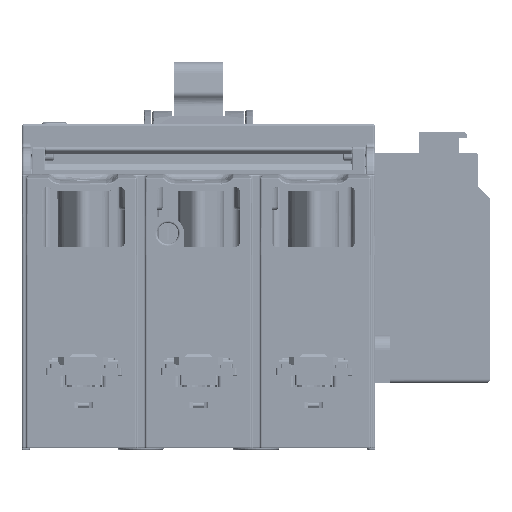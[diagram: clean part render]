
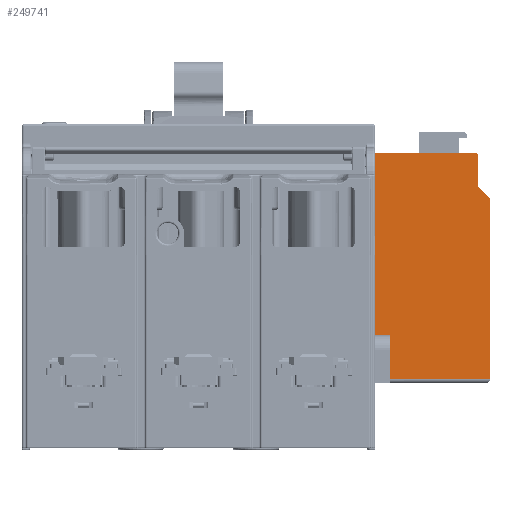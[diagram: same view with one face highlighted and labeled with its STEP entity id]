
A CAD part, front view. The second image highlights one B-rep face of the part: STEP entity #249741.
In plain terms, the highlighted planar face has unit normal (0, -1, 0).
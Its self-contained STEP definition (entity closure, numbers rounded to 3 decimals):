
#3413 = AXIS2_PLACEMENT_3D ( 'NONE', #172818, #198189, #174490 ) ;
#3618 = EDGE_LOOP ( 'NONE', ( #312717, #61232, #111516, #116832, #25251, #188856, #45001, #232473, #255461, #29052 ) ) ;
#13190 = VERTEX_POINT ( 'NONE', #130095 ) ;
#13333 = LINE ( 'NONE', #16689, #158667 ) ;
#16689 = CARTESIAN_POINT ( 'NONE',  ( 122., 45., 17.5 ) ) ;
#17296 = DIRECTION ( 'NONE',  ( 0., 1., 0. ) ) ;
#17386 = VERTEX_POINT ( 'NONE', #160396 ) ;
#21697 = LINE ( 'NONE', #70815, #312892 ) ;
#25251 = ORIENTED_EDGE ( 'NONE', *, *, #80564, .T. ) ;
#29052 = ORIENTED_EDGE ( 'NONE', *, *, #99329, .T. ) ;
#35883 = VERTEX_POINT ( 'NONE', #156171 ) ;
#45001 = ORIENTED_EDGE ( 'NONE', *, *, #227859, .T. ) ;
#45846 = EDGE_CURVE ( 'NONE', #66112, #201272, #13333, .T. ) ;
#46005 = EDGE_CURVE ( 'NONE', #321840, #201272, #99580, .T. ) ;
#61137 = CARTESIAN_POINT ( 'NONE',  ( 96., 45., 17.5 ) ) ;
#61232 = ORIENTED_EDGE ( 'NONE', *, *, #282090, .T. ) ;
#64151 = DIRECTION ( 'NONE',  ( 1., 0., 0. ) ) ;
#66112 = VERTEX_POINT ( 'NONE', #61137 ) ;
#70815 = CARTESIAN_POINT ( 'NONE',  ( 96., 45., 29. ) ) ;
#79723 = LINE ( 'NONE', #310010, #332415 ) ;
#80564 = EDGE_CURVE ( 'NONE', #17386, #13190, #252937, .T. ) ;
#81470 = VERTEX_POINT ( 'NONE', #321247 ) ;
#84163 = CARTESIAN_POINT ( 'NONE',  ( 116., 45., 70.5 ) ) ;
#99329 = EDGE_CURVE ( 'NONE', #321840, #81470, #243240, .T. ) ;
#99580 = LINE ( 'NONE', #280755, #131816 ) ;
#100186 = FACE_OUTER_BOUND ( 'NONE', #3618, .T. ) ;
#106510 = CARTESIAN_POINT ( 'NONE',  ( 96., 45., 16.5 ) ) ;
#108974 = VERTEX_POINT ( 'NONE', #254011 ) ;
#110424 = VECTOR ( 'NONE', #311411, 1000. ) ;
#111516 = ORIENTED_EDGE ( 'NONE', *, *, #187731, .T. ) ;
#113700 = EDGE_CURVE ( 'NONE', #81470, #108974, #209129, .T. ) ;
#116832 = ORIENTED_EDGE ( 'NONE', *, *, #276103, .T. ) ;
#120545 = CARTESIAN_POINT ( 'NONE',  ( 122., 45., 76.5 ) ) ;
#124936 = DIRECTION ( 'NONE',  ( -1., 0., 0. ) ) ;
#130095 = CARTESIAN_POINT ( 'NONE',  ( 92., 45., 29. ) ) ;
#131249 = DIRECTION ( 'NONE',  ( 0., 0., 1. ) ) ;
#131816 = VECTOR ( 'NONE', #309477, 1000. ) ;
#140458 = VECTOR ( 'NONE', #328259, 1000. ) ;
#156171 = CARTESIAN_POINT ( 'NONE',  ( 96., 45., 29. ) ) ;
#158667 = VECTOR ( 'NONE', #64151, 1000. ) ;
#160381 = DIRECTION ( 'NONE',  ( -0.707, 0., 0.707 ) ) ;
#160396 = CARTESIAN_POINT ( 'NONE',  ( 92., 45., 50. ) ) ;
#168322 = VECTOR ( 'NONE', #256249, 1000. ) ;
#168747 = CARTESIAN_POINT ( 'NONE',  ( 122., 45., 64.5 ) ) ;
#172818 = CARTESIAN_POINT ( 'NONE',  ( 118., 45., 75.5 ) ) ;
#174490 = DIRECTION ( 'NONE',  ( 0., 0., 1. ) ) ;
#187731 = EDGE_CURVE ( 'NONE', #291417, #268321, #79723, .T. ) ;
#188856 = ORIENTED_EDGE ( 'NONE', *, *, #274990, .F. ) ;
#198189 = DIRECTION ( 'NONE',  ( 0., -1., 0. ) ) ;
#201272 = VERTEX_POINT ( 'NONE', #237970 ) ;
#205061 = DIRECTION ( 'NONE',  ( -1., 0., 0. ) ) ;
#209129 = LINE ( 'NONE', #285393, #301710 ) ;
#227199 = DIRECTION ( 'NONE',  ( 0., 0., 1. ) ) ;
#227261 = CARTESIAN_POINT ( 'NONE',  ( 92., 45., 76.5 ) ) ;
#227859 = EDGE_CURVE ( 'NONE', #35883, #66112, #335161, .T. ) ;
#232473 = ORIENTED_EDGE ( 'NONE', *, *, #45846, .T. ) ;
#237970 = CARTESIAN_POINT ( 'NONE',  ( 122., 45., 17.5 ) ) ;
#243240 = LINE ( 'NONE', #84163, #300793 ) ;
#244059 = CARTESIAN_POINT ( 'NONE',  ( 92., 45., 76.5 ) ) ;
#249261 = PLANE ( 'NONE',  #257856 ) ;
#249741 = ADVANCED_FACE ( 'NONE', ( #100186 ), #249261, .F. ) ;
#252035 = LINE ( 'NONE', #244059, #140458 ) ;
#252937 = LINE ( 'NONE', #303757, #168322 ) ;
#254011 = CARTESIAN_POINT ( 'NONE',  ( 119., 45., 75.5 ) ) ;
#255461 = ORIENTED_EDGE ( 'NONE', *, *, #46005, .F. ) ;
#256249 = DIRECTION ( 'NONE',  ( 0., 0., -1. ) ) ;
#257856 = AXIS2_PLACEMENT_3D ( 'NONE', #120545, #17296, #227199 ) ;
#268321 = VERTEX_POINT ( 'NONE', #227261 ) ;
#274990 = EDGE_CURVE ( 'NONE', #35883, #13190, #21697, .T. ) ;
#276103 = EDGE_CURVE ( 'NONE', #268321, #17386, #252035, .T. ) ;
#280755 = CARTESIAN_POINT ( 'NONE',  ( 122., 45., 76.5 ) ) ;
#282090 = EDGE_CURVE ( 'NONE', #108974, #291417, #284741, .T. ) ;
#284741 = CIRCLE ( 'NONE', #3413, 1. ) ;
#285393 = CARTESIAN_POINT ( 'NONE',  ( 119., 45., 76.5 ) ) ;
#291417 = VERTEX_POINT ( 'NONE', #328233 ) ;
#300793 = VECTOR ( 'NONE', #160381, 1000. ) ;
#301710 = VECTOR ( 'NONE', #131249, 1000. ) ;
#303757 = CARTESIAN_POINT ( 'NONE',  ( 92., 45., 76.5 ) ) ;
#309477 = DIRECTION ( 'NONE',  ( 0., 0., -1. ) ) ;
#310010 = CARTESIAN_POINT ( 'NONE',  ( 122., 45., 76.5 ) ) ;
#311411 = DIRECTION ( 'NONE',  ( 0., 0., -1. ) ) ;
#312717 = ORIENTED_EDGE ( 'NONE', *, *, #113700, .T. ) ;
#312892 = VECTOR ( 'NONE', #124936, 1000. ) ;
#321247 = CARTESIAN_POINT ( 'NONE',  ( 119., 45., 67.5 ) ) ;
#321840 = VERTEX_POINT ( 'NONE', #168747 ) ;
#328233 = CARTESIAN_POINT ( 'NONE',  ( 118., 45., 76.5 ) ) ;
#328259 = DIRECTION ( 'NONE',  ( 0., 0., -1. ) ) ;
#332415 = VECTOR ( 'NONE', #205061, 1000. ) ;
#335161 = LINE ( 'NONE', #106510, #110424 ) ;
